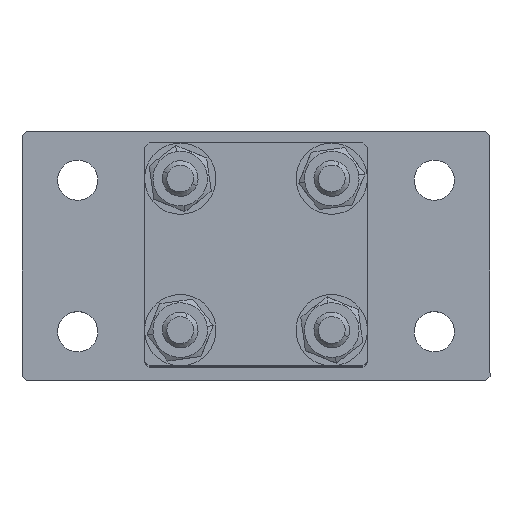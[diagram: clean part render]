
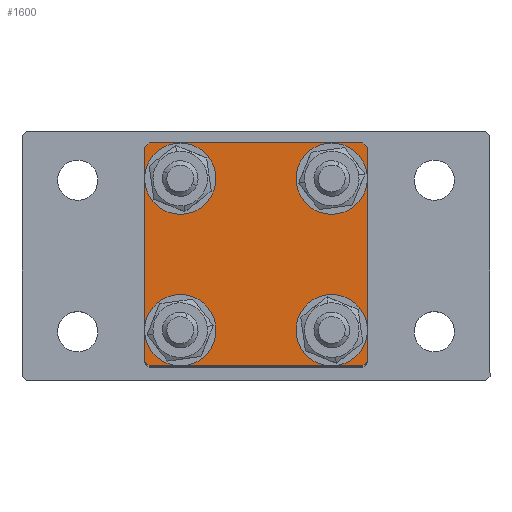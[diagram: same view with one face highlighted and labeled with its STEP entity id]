
A CAD part, top view. The second image highlights one B-rep face of the part: STEP entity #1600.
In plain terms, the highlighted planar face has unit normal (0, 0, 1).
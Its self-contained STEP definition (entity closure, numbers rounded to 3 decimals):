
#3 = CARTESIAN_POINT ( 'NONE',  ( 17., -17., 12.5 ) ) ;
#4 = DIRECTION ( 'NONE',  ( 0., 0., -1. ) ) ;
#5 = DIRECTION ( 'NONE',  ( -1., 0., 0. ) ) ;
#14 = CARTESIAN_POINT ( 'NONE',  ( 17., 17., 12.5 ) ) ;
#15 = DIRECTION ( 'NONE',  ( 0., 0., -1. ) ) ;
#16 = DIRECTION ( 'NONE',  ( -1., 0., 0. ) ) ;
#239 = EDGE_CURVE ( 'NONE', #1953, #1915, #4333, .T. ) ;
#243 = EDGE_CURVE ( 'NONE', #1949, #1951, #4336, .T. ) ;
#247 = EDGE_CURVE ( 'NONE', #1914, #1921, #4342, .T. ) ;
#251 = EDGE_CURVE ( 'NONE', #1917, #1913, #4348, .T. ) ;
#288 = EDGE_CURVE ( 'NONE', #5367, #5346, #4407, .T. ) ;
#291 = EDGE_CURVE ( 'NONE', #5261, #5343, #4412, .T. ) ;
#295 = EDGE_CURVE ( 'NONE', #5339, #1935, #4420, .T. ) ;
#298 = EDGE_CURVE ( 'NONE', #5330, #5269, #4426, .T. ) ;
#301 = EDGE_CURVE ( 'NONE', #1915, #1953, #4431, .T. ) ;
#302 = EDGE_CURVE ( 'NONE', #1951, #1949, #4433, .T. ) ;
#303 = EDGE_CURVE ( 'NONE', #1921, #1914, #4434, .T. ) ;
#304 = EDGE_CURVE ( 'NONE', #1913, #1917, #4435, .T. ) ;
#305 = EDGE_CURVE ( 'NONE', #1935, #5330, #4436, .T. ) ;
#306 = EDGE_CURVE ( 'NONE', #5269, #5367, #4437, .T. ) ;
#307 = EDGE_CURVE ( 'NONE', #5346, #5261, #4439, .T. ) ;
#308 = EDGE_CURVE ( 'NONE', #5343, #5339, #4441, .T. ) ;
#1600 = ADVANCED_FACE ( 'NONE', ( #6422, #6425, #6418, #6424, #6421 ), #2241, .F. ) ;
#1913 = VERTEX_POINT ( 'NONE', #7371 ) ;
#1914 = VERTEX_POINT ( 'NONE', #7374 ) ;
#1915 = VERTEX_POINT ( 'NONE', #7375 ) ;
#1917 = VERTEX_POINT ( 'NONE', #7377 ) ;
#1921 = VERTEX_POINT ( 'NONE', #7381 ) ;
#1935 = VERTEX_POINT ( 'NONE', #7395 ) ;
#1949 = VERTEX_POINT ( 'NONE', #7409 ) ;
#1951 = VERTEX_POINT ( 'NONE', #7411 ) ;
#1953 = VERTEX_POINT ( 'NONE', #7413 ) ;
#2237 = CARTESIAN_POINT ( 'NONE',  ( 0., 0., 12.5 ) ) ;
#2238 = DIRECTION ( 'NONE',  ( 0., 0., -1. ) ) ;
#2241 = PLANE ( 'NONE',  #5538 ) ;
#2244 = DIRECTION ( 'NONE',  ( -1., 0., 0. ) ) ;
#2523 = CARTESIAN_POINT ( 'NONE',  ( -17., 17., 12.5 ) ) ;
#2524 = DIRECTION ( 'NONE',  ( 0., 0., -1. ) ) ;
#2525 = DIRECTION ( 'NONE',  ( -1., 0., 0. ) ) ;
#2526 = CARTESIAN_POINT ( 'NONE',  ( -17., -17., 12.5 ) ) ;
#2527 = DIRECTION ( 'NONE',  ( 0., 0., -1. ) ) ;
#2528 = DIRECTION ( 'NONE',  ( -1., 0., 0. ) ) ;
#2529 = DIRECTION ( 'NONE',  ( 0.707, -0.707, 0. ) ) ;
#2530 = CARTESIAN_POINT ( 'NONE',  ( 17., -17., 12.5 ) ) ;
#2531 = DIRECTION ( 'NONE',  ( 0., 0., -1. ) ) ;
#2532 = DIRECTION ( 'NONE',  ( -1., 0., 0. ) ) ;
#2533 = CARTESIAN_POINT ( 'NONE',  ( 17., 17., 12.5 ) ) ;
#2534 = DIRECTION ( 'NONE',  ( 0., 0., -1. ) ) ;
#2535 = DIRECTION ( 'NONE',  ( -1., 0., 0. ) ) ;
#2536 = CARTESIAN_POINT ( 'NONE',  ( 25., -24., 12.5 ) ) ;
#2537 = DIRECTION ( 'NONE',  ( 0.707, 0.707, 0. ) ) ;
#2538 = CARTESIAN_POINT ( 'NONE',  ( 24., 25., 12.5 ) ) ;
#2539 = DIRECTION ( 'NONE',  ( -0.707, 0.707, 0. ) ) ;
#2540 = CARTESIAN_POINT ( 'NONE',  ( -25., 24., 12.5 ) ) ;
#2541 = DIRECTION ( 'NONE',  ( -0.707, -0.707, 0. ) ) ;
#4088 = EDGE_LOOP ( 'NONE', ( #4822, #4823 ) ) ;
#4102 = EDGE_LOOP ( 'NONE', ( #4828, #4829 ) ) ;
#4197 = EDGE_LOOP ( 'NONE', ( #4826, #4827 ) ) ;
#4218 = EDGE_LOOP ( 'NONE', ( #4824, #4825 ) ) ;
#4219 = EDGE_LOOP ( 'NONE', ( #4830, #4831, #4832, #4833, #4834, #4835, #4836, #4837 ) ) ;
#4333 = CIRCLE ( 'NONE', #6923, 4.5 ) ;
#4336 = CIRCLE ( 'NONE', #6925, 4.5 ) ;
#4342 = CIRCLE ( 'NONE', #6927, 4.5 ) ;
#4348 = CIRCLE ( 'NONE', #6929, 4.5 ) ;
#4407 = LINE ( 'NONE', #5977, #4409 ) ;
#4409 = VECTOR ( 'NONE', #5973, 1000. ) ;
#4412 = LINE ( 'NONE', #5989, #4415 ) ;
#4415 = VECTOR ( 'NONE', #5990, 1000. ) ;
#4420 = LINE ( 'NONE', #5997, #4423 ) ;
#4423 = VECTOR ( 'NONE', #5998, 1000. ) ;
#4426 = LINE ( 'NONE', #5985, #4428 ) ;
#4428 = VECTOR ( 'NONE', #5980, 1000. ) ;
#4431 = CIRCLE ( 'NONE', #6945, 4.5 ) ;
#4433 = CIRCLE ( 'NONE', #6946, 4.5 ) ;
#4434 = CIRCLE ( 'NONE', #6947, 4.5 ) ;
#4435 = CIRCLE ( 'NONE', #6948, 4.5 ) ;
#4436 = LINE ( 'NONE', #6001, #4438 ) ;
#4437 = LINE ( 'NONE', #2536, #4440 ) ;
#4438 = VECTOR ( 'NONE', #2529, 1000. ) ;
#4439 = LINE ( 'NONE', #2538, #4442 ) ;
#4440 = VECTOR ( 'NONE', #2537, 1000. ) ;
#4441 = LINE ( 'NONE', #2540, #4444 ) ;
#4442 = VECTOR ( 'NONE', #2539, 1000. ) ;
#4444 = VECTOR ( 'NONE', #2541, 1000. ) ;
#4822 = ORIENTED_EDGE ( 'NONE', *, *, #301, .T. ) ;
#4823 = ORIENTED_EDGE ( 'NONE', *, *, #239, .T. ) ;
#4824 = ORIENTED_EDGE ( 'NONE', *, *, #302, .T. ) ;
#4825 = ORIENTED_EDGE ( 'NONE', *, *, #243, .T. ) ;
#4826 = ORIENTED_EDGE ( 'NONE', *, *, #303, .T. ) ;
#4827 = ORIENTED_EDGE ( 'NONE', *, *, #247, .T. ) ;
#4828 = ORIENTED_EDGE ( 'NONE', *, *, #304, .T. ) ;
#4829 = ORIENTED_EDGE ( 'NONE', *, *, #251, .T. ) ;
#4830 = ORIENTED_EDGE ( 'NONE', *, *, #295, .T. ) ;
#4831 = ORIENTED_EDGE ( 'NONE', *, *, #305, .T. ) ;
#4832 = ORIENTED_EDGE ( 'NONE', *, *, #298, .T. ) ;
#4833 = ORIENTED_EDGE ( 'NONE', *, *, #306, .T. ) ;
#4834 = ORIENTED_EDGE ( 'NONE', *, *, #288, .T. ) ;
#4835 = ORIENTED_EDGE ( 'NONE', *, *, #307, .T. ) ;
#4836 = ORIENTED_EDGE ( 'NONE', *, *, #291, .T. ) ;
#4837 = ORIENTED_EDGE ( 'NONE', *, *, #308, .T. ) ;
#5261 = VERTEX_POINT ( 'NONE', #7460 ) ;
#5269 = VERTEX_POINT ( 'NONE', #7468 ) ;
#5330 = VERTEX_POINT ( 'NONE', #7526 ) ;
#5339 = VERTEX_POINT ( 'NONE', #7535 ) ;
#5343 = VERTEX_POINT ( 'NONE', #7539 ) ;
#5346 = VERTEX_POINT ( 'NONE', #7542 ) ;
#5367 = VERTEX_POINT ( 'NONE', #7563 ) ;
#5538 = AXIS2_PLACEMENT_3D ( 'NONE', #2237, #2238, #2244 ) ;
#5973 = DIRECTION ( 'NONE',  ( 0., 1., 0. ) ) ;
#5977 = CARTESIAN_POINT ( 'NONE',  ( 25., -25., 12.5 ) ) ;
#5980 = DIRECTION ( 'NONE',  ( 1., 0., 0. ) ) ;
#5985 = CARTESIAN_POINT ( 'NONE',  ( -25., -25., 12.5 ) ) ;
#5989 = CARTESIAN_POINT ( 'NONE',  ( -25., 25., 12.5 ) ) ;
#5990 = DIRECTION ( 'NONE',  ( -1., 0., 0. ) ) ;
#5997 = CARTESIAN_POINT ( 'NONE',  ( -25., -25., 12.5 ) ) ;
#5998 = DIRECTION ( 'NONE',  ( 0., -1., 0. ) ) ;
#6001 = CARTESIAN_POINT ( 'NONE',  ( -24., -25., 12.5 ) ) ;
#6418 = FACE_BOUND ( 'NONE', #4197, .T. ) ;
#6421 = FACE_OUTER_BOUND ( 'NONE', #4219, .T. ) ;
#6422 = FACE_BOUND ( 'NONE', #4088, .T. ) ;
#6424 = FACE_BOUND ( 'NONE', #4102, .T. ) ;
#6425 = FACE_BOUND ( 'NONE', #4218, .T. ) ;
#6809 = CARTESIAN_POINT ( 'NONE',  ( -17., 17., 12.5 ) ) ;
#6810 = DIRECTION ( 'NONE',  ( 0., 0., -1. ) ) ;
#6811 = DIRECTION ( 'NONE',  ( -1., 0., 0. ) ) ;
#6819 = CARTESIAN_POINT ( 'NONE',  ( -17., -17., 12.5 ) ) ;
#6820 = DIRECTION ( 'NONE',  ( 0., 0., -1. ) ) ;
#6821 = DIRECTION ( 'NONE',  ( -1., 0., 0. ) ) ;
#6923 = AXIS2_PLACEMENT_3D ( 'NONE', #6809, #6810, #6811 ) ;
#6925 = AXIS2_PLACEMENT_3D ( 'NONE', #6819, #6820, #6821 ) ;
#6927 = AXIS2_PLACEMENT_3D ( 'NONE', #3, #4, #5 ) ;
#6929 = AXIS2_PLACEMENT_3D ( 'NONE', #14, #15, #16 ) ;
#6945 = AXIS2_PLACEMENT_3D ( 'NONE', #2523, #2524, #2525 ) ;
#6946 = AXIS2_PLACEMENT_3D ( 'NONE', #2526, #2527, #2528 ) ;
#6947 = AXIS2_PLACEMENT_3D ( 'NONE', #2530, #2531, #2532 ) ;
#6948 = AXIS2_PLACEMENT_3D ( 'NONE', #2533, #2534, #2535 ) ;
#7371 = CARTESIAN_POINT ( 'NONE',  ( 12.5, 17., 12.5 ) ) ;
#7374 = CARTESIAN_POINT ( 'NONE',  ( 21.5, -17., 12.5 ) ) ;
#7375 = CARTESIAN_POINT ( 'NONE',  ( -21.5, 17., 12.5 ) ) ;
#7377 = CARTESIAN_POINT ( 'NONE',  ( 21.5, 17., 12.5 ) ) ;
#7381 = CARTESIAN_POINT ( 'NONE',  ( 12.5, -17., 12.5 ) ) ;
#7395 = CARTESIAN_POINT ( 'NONE',  ( -25., -24., 12.5 ) ) ;
#7409 = CARTESIAN_POINT ( 'NONE',  ( -12.5, -17., 12.5 ) ) ;
#7411 = CARTESIAN_POINT ( 'NONE',  ( -21.5, -17., 12.5 ) ) ;
#7413 = CARTESIAN_POINT ( 'NONE',  ( -12.5, 17., 12.5 ) ) ;
#7460 = CARTESIAN_POINT ( 'NONE',  ( 24., 25., 12.5 ) ) ;
#7468 = CARTESIAN_POINT ( 'NONE',  ( 24., -25., 12.5 ) ) ;
#7526 = CARTESIAN_POINT ( 'NONE',  ( -24., -25., 12.5 ) ) ;
#7535 = CARTESIAN_POINT ( 'NONE',  ( -25., 24., 12.5 ) ) ;
#7539 = CARTESIAN_POINT ( 'NONE',  ( -24., 25., 12.5 ) ) ;
#7542 = CARTESIAN_POINT ( 'NONE',  ( 25., 24., 12.5 ) ) ;
#7563 = CARTESIAN_POINT ( 'NONE',  ( 25., -24., 12.5 ) ) ;
